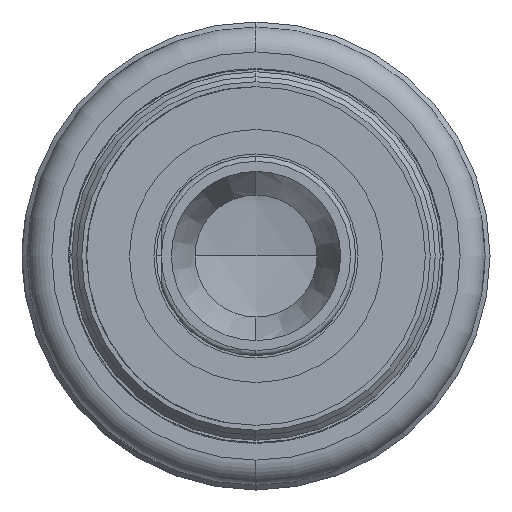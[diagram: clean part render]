
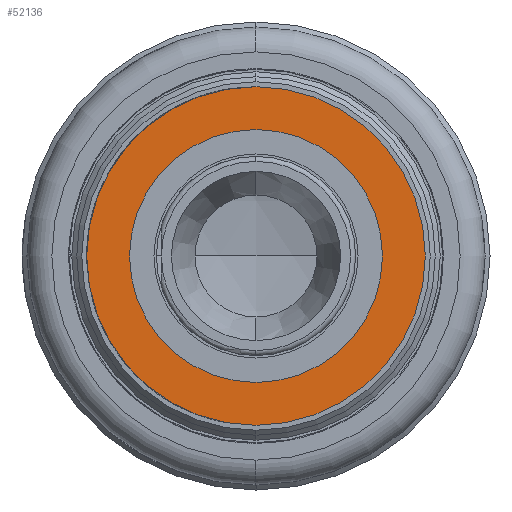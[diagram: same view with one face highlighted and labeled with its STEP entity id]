
A CAD part, left-side view. The second image highlights one B-rep face of the part: STEP entity #52136.
In plain terms, the highlighted planar face has unit normal (-1, 0, 0).
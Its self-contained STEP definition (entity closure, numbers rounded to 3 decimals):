
#642 = DIRECTION ( 'NONE',  ( -1., 0., 0. ) ) ;
#1833 = EDGE_CURVE ( 'NONE', #43353, #37495, #37034, .T. ) ;
#3356 = EDGE_CURVE ( 'NONE', #23912, #6064, #23315, .T. ) ;
#3835 = CARTESIAN_POINT ( 'NONE',  ( -11.61, 0., 12.325 ) ) ;
#5174 = CARTESIAN_POINT ( 'NONE',  ( -11.61, 0., 0. ) ) ;
#5366 = CARTESIAN_POINT ( 'NONE',  ( -11.61, 0., 0. ) ) ;
#6064 = VERTEX_POINT ( 'NONE', #32662 ) ;
#6399 = CIRCLE ( 'NONE', #13800, 17. ) ;
#6986 = DIRECTION ( 'NONE',  ( -1., 0., 0. ) ) ;
#7056 = DIRECTION ( 'NONE',  ( 0., 0., -1. ) ) ;
#9359 = DIRECTION ( 'NONE',  ( 0., 0., 1. ) ) ;
#9566 = DIRECTION ( 'NONE',  ( 0., 0., 1. ) ) ;
#13079 = AXIS2_PLACEMENT_3D ( 'NONE', #31848, #6986, #36014 ) ;
#13370 = FACE_OUTER_BOUND ( 'NONE', #14321, .T. ) ;
#13800 = AXIS2_PLACEMENT_3D ( 'NONE', #25470, #642, #29669 ) ;
#14321 = EDGE_LOOP ( 'NONE', ( #30581, #40665 ) ) ;
#20946 = EDGE_CURVE ( 'NONE', #6064, #23912, #30705, .T. ) ;
#23072 = FACE_BOUND ( 'NONE', #36040, .T. ) ;
#23315 = CIRCLE ( 'NONE', #49945, 12.325 ) ;
#23912 = VERTEX_POINT ( 'NONE', #3835 ) ;
#23920 = AXIS2_PLACEMENT_3D ( 'NONE', #5174, #34220, #9359 ) ;
#25470 = CARTESIAN_POINT ( 'NONE',  ( -11.61, 0., 0. ) ) ;
#27232 = ORIENTED_EDGE ( 'NONE', *, *, #3356, .F. ) ;
#27701 = CARTESIAN_POINT ( 'NONE',  ( -11.61, 0., -17. ) ) ;
#29669 = DIRECTION ( 'NONE',  ( 0., 0., 1. ) ) ;
#30581 = ORIENTED_EDGE ( 'NONE', *, *, #1833, .T. ) ;
#30705 = CIRCLE ( 'NONE', #23920, 12.325 ) ;
#31751 = CARTESIAN_POINT ( 'NONE',  ( -11.61, 17., 0. ) ) ;
#31848 = CARTESIAN_POINT ( 'NONE',  ( -11.61, 0., 0. ) ) ;
#31924 = DIRECTION ( 'NONE',  ( 1., 0., 0. ) ) ;
#32662 = CARTESIAN_POINT ( 'NONE',  ( -11.61, 0., -12.325 ) ) ;
#34220 = DIRECTION ( 'NONE',  ( -1., 0., 0. ) ) ;
#34421 = DIRECTION ( 'NONE',  ( -1., 0., 0. ) ) ;
#36014 = DIRECTION ( 'NONE',  ( 0., 0., 1. ) ) ;
#36040 = EDGE_LOOP ( 'NONE', ( #27232, #37183 ) ) ;
#37034 = CIRCLE ( 'NONE', #13079, 17. ) ;
#37183 = ORIENTED_EDGE ( 'NONE', *, *, #20946, .F. ) ;
#37495 = VERTEX_POINT ( 'NONE', #27701 ) ;
#38080 = CARTESIAN_POINT ( 'NONE',  ( -11.61, 0., 17. ) ) ;
#40665 = ORIENTED_EDGE ( 'NONE', *, *, #42235, .T. ) ;
#42235 = EDGE_CURVE ( 'NONE', #37495, #43353, #6399, .T. ) ;
#43353 = VERTEX_POINT ( 'NONE', #38080 ) ;
#48422 = PLANE ( 'NONE',  #53168 ) ;
#49945 = AXIS2_PLACEMENT_3D ( 'NONE', #5366, #34421, #9566 ) ;
#52136 = ADVANCED_FACE ( 'NONE', ( #13370, #23072 ), #48422, .F. ) ;
#53168 = AXIS2_PLACEMENT_3D ( 'NONE', #31751, #31924, #7056 ) ;
